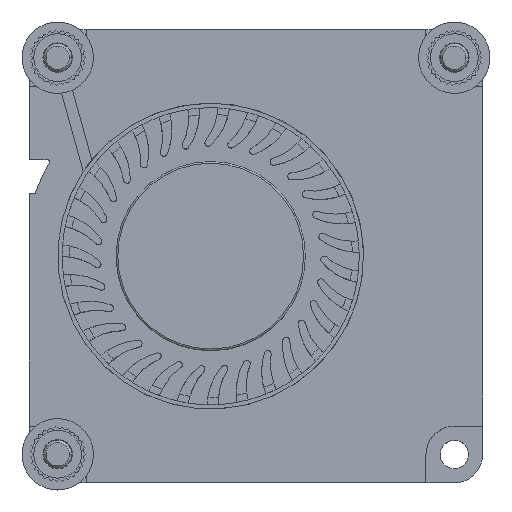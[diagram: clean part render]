
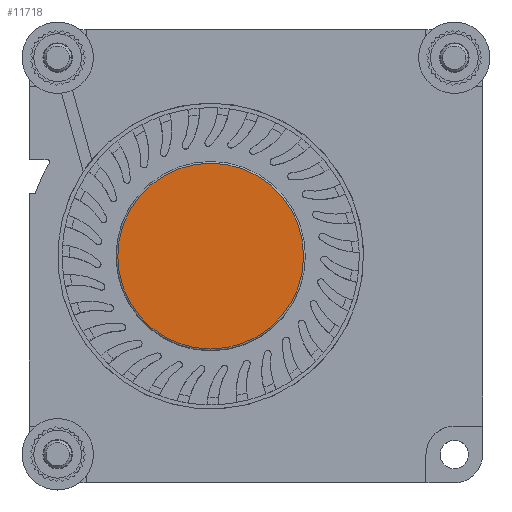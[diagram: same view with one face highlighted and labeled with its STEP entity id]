
A CAD part, top view. The second image highlights one B-rep face of the part: STEP entity #11718.
In plain terms, the highlighted planar face has unit normal (0, 0, 1).
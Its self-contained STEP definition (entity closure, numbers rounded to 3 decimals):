
#11572 = EDGE_CURVE('',#11573,#11573,#11575,.T.);
#11573 = VERTEX_POINT('',#11574);
#11574 = CARTESIAN_POINT('',(4.2,0.,10.));
#11575 = SURFACE_CURVE('',#11576,(#11581,#11593),.PCURVE_S1.);
#11576 = CIRCLE('',#11577,8.2);
#11577 = AXIS2_PLACEMENT_3D('',#11578,#11579,#11580);
#11578 = CARTESIAN_POINT('',(-4.,0.,10.));
#11579 = DIRECTION('',(0.,0.,-1.));
#11580 = DIRECTION('',(-1.,0.,0.));
#11581 = PCURVE('',#11582,#11587);
#11582 = TOROIDAL_SURFACE('',#11583,8.2,0.15);
#11583 = AXIS2_PLACEMENT_3D('',#11584,#11585,#11586);
#11584 = CARTESIAN_POINT('',(-4.,0.,9.85));
#11585 = DIRECTION('',(0.,0.,-1.));
#11586 = DIRECTION('',(-1.,0.,0.));
#11587 = DEFINITIONAL_REPRESENTATION('',(#11588),#11592);
#11588 = LINE('',#11589,#11590);
#11589 = CARTESIAN_POINT('',(0.,4.712));
#11590 = VECTOR('',#11591,1.);
#11591 = DIRECTION('',(1.,0.));
#11592 = ( GEOMETRIC_REPRESENTATION_CONTEXT(2) 
PARAMETRIC_REPRESENTATION_CONTEXT() REPRESENTATION_CONTEXT('2D SPACE',''
  ) );
#11593 = PCURVE('',#11594,#11599);
#11594 = PLANE('',#11595);
#11595 = AXIS2_PLACEMENT_3D('',#11596,#11597,#11598);
#11596 = CARTESIAN_POINT('',(-4.,0.,10.));
#11597 = DIRECTION('',(0.,0.,1.));
#11598 = DIRECTION('',(1.,0.,-0.));
#11599 = DEFINITIONAL_REPRESENTATION('',(#11600),#11608);
#11600 = ( BOUNDED_CURVE() B_SPLINE_CURVE(2,(#11601,#11602,#11603,#11604
    ,#11605,#11606,#11607),.UNSPECIFIED.,.T.,.F.) 
B_SPLINE_CURVE_WITH_KNOTS((1,2,2,2,2,1),(-2.094,0.,
    2.094,4.189,6.283,8.378),
.UNSPECIFIED.) CURVE() GEOMETRIC_REPRESENTATION_ITEM() 
RATIONAL_B_SPLINE_CURVE((1.,0.5,1.,0.5,1.,0.5,1.)) REPRESENTATION_ITEM(
  '') );
#11601 = CARTESIAN_POINT('',(-8.2,0.));
#11602 = CARTESIAN_POINT('',(-8.2,14.203));
#11603 = CARTESIAN_POINT('',(4.1,7.101));
#11604 = CARTESIAN_POINT('',(16.4,0.));
#11605 = CARTESIAN_POINT('',(4.1,-7.101));
#11606 = CARTESIAN_POINT('',(-8.2,-14.203));
#11607 = CARTESIAN_POINT('',(-8.2,0.));
#11608 = ( GEOMETRIC_REPRESENTATION_CONTEXT(2) 
PARAMETRIC_REPRESENTATION_CONTEXT() REPRESENTATION_CONTEXT('2D SPACE',''
  ) );
#11718 = ADVANCED_FACE('',(#11719),#11594,.T.);
#11719 = FACE_BOUND('',#11720,.T.);
#11720 = EDGE_LOOP('',(#11721));
#11721 = ORIENTED_EDGE('',*,*,#11572,.F.);
